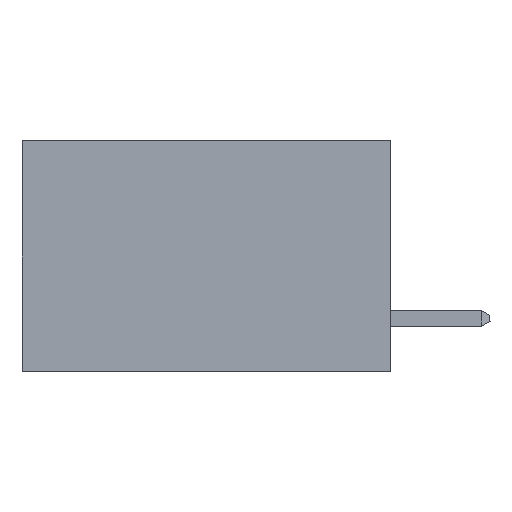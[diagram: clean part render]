
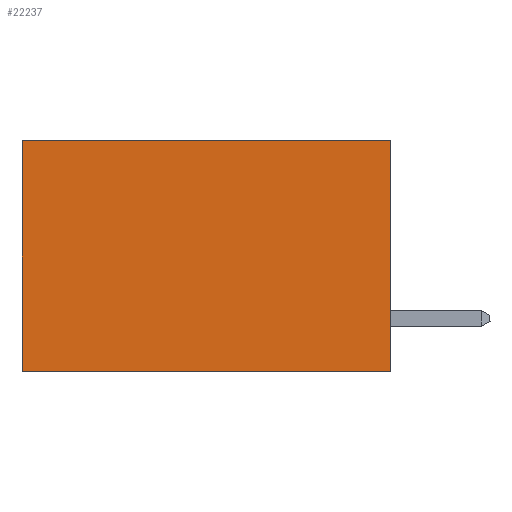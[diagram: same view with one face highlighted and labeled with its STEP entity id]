
A CAD part, left-side view. The second image highlights one B-rep face of the part: STEP entity #22237.
In plain terms, the highlighted planar face has unit normal (-1, 0, 0).
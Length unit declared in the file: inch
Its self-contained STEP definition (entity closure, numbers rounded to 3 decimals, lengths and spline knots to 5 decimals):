
#521 = EDGE_LOOP ( 'NONE', ( #853, #3142, #5175, #1531 ) ) ;
#853 = ORIENTED_EDGE ( 'NONE', *, *, #4601, .T. ) ;
#1258 = LINE ( 'NONE', #12674, #7764 ) ;
#1531 = ORIENTED_EDGE ( 'NONE', *, *, #24265, .T. ) ;
#2189 = CARTESIAN_POINT ( 'NONE',  ( 0.277, 0., -0.37 ) ) ;
#2808 = CARTESIAN_POINT ( 'NONE',  ( 0.277, 0., 0. ) ) ;
#3115 = CARTESIAN_POINT ( 'NONE',  ( 0.277, 0., 0. ) ) ;
#3142 = ORIENTED_EDGE ( 'NONE', *, *, #14529, .F. ) ;
#3670 = CARTESIAN_POINT ( 'NONE',  ( 0.277, 0., -0.37 ) ) ;
#4307 = VERTEX_POINT ( 'NONE', #22885 ) ;
#4601 = EDGE_CURVE ( 'NONE', #30454, #4307, #1258, .T. ) ;
#4617 = DIRECTION ( 'NONE',  ( 1., 0., 0. ) ) ;
#5175 = ORIENTED_EDGE ( 'NONE', *, *, #11832, .F. ) ;
#6058 = VECTOR ( 'NONE', #13106, 39.37008 ) ;
#6751 = CARTESIAN_POINT ( 'NONE',  ( 0.277, 0., -0.37 ) ) ;
#7764 = VECTOR ( 'NONE', #25560, 39.37008 ) ;
#10380 = LINE ( 'NONE', #6751, #16071 ) ;
#10909 = VECTOR ( 'NONE', #22130, 39.37008 ) ;
#11832 = EDGE_CURVE ( 'NONE', #14471, #27739, #10380, .T. ) ;
#12674 = CARTESIAN_POINT ( 'NONE',  ( 0.277, 0.59, -0.37 ) ) ;
#13106 = DIRECTION ( 'NONE',  ( 0., 1., 0. ) ) ;
#14065 = DIRECTION ( 'NONE',  ( 0., 0., -1. ) ) ;
#14471 = VERTEX_POINT ( 'NONE', #3115 ) ;
#14529 = EDGE_CURVE ( 'NONE', #27739, #4307, #25169, .T. ) ;
#16071 = VECTOR ( 'NONE', #14065, 39.37008 ) ;
#16207 = CARTESIAN_POINT ( 'NONE',  ( 0.277, 0.59, 0. ) ) ;
#16228 = AXIS2_PLACEMENT_3D ( 'NONE', #2189, #4617, #21516 ) ;
#16722 = PLANE ( 'NONE',  #16228 ) ;
#21516 = DIRECTION ( 'NONE',  ( 0., 0., -1. ) ) ;
#22130 = DIRECTION ( 'NONE',  ( 0., 1., 0. ) ) ;
#22237 = ADVANCED_FACE ( 'NONE', ( #28531 ), #16722, .F. ) ;
#22885 = CARTESIAN_POINT ( 'NONE',  ( 0.277, 0.59, -0.37 ) ) ;
#24265 = EDGE_CURVE ( 'NONE', #14471, #30454, #29848, .T. ) ;
#24955 = CARTESIAN_POINT ( 'NONE',  ( 0.277, 0., -0.37 ) ) ;
#25169 = LINE ( 'NONE', #24955, #6058 ) ;
#25560 = DIRECTION ( 'NONE',  ( 0., 0., -1. ) ) ;
#27739 = VERTEX_POINT ( 'NONE', #3670 ) ;
#28531 = FACE_OUTER_BOUND ( 'NONE', #521, .T. ) ;
#29848 = LINE ( 'NONE', #2808, #10909 ) ;
#30454 = VERTEX_POINT ( 'NONE', #16207 ) ;
